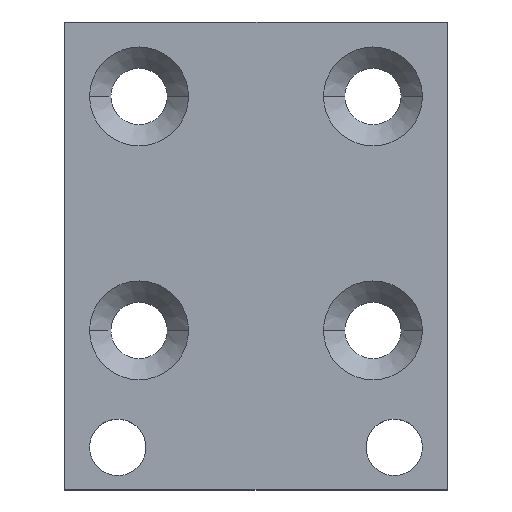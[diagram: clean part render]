
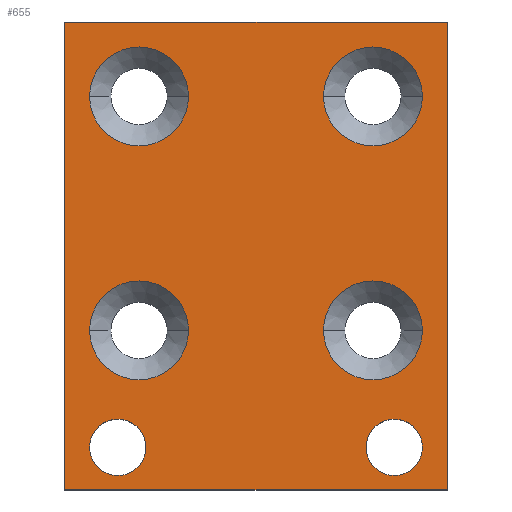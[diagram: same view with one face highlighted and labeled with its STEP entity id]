
A CAD part, top view. The second image highlights one B-rep face of the part: STEP entity #655.
In plain terms, the highlighted planar face has unit normal (0, 0, 1).
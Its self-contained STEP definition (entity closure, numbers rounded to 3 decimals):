
#2 = DIRECTION ( 'NONE',  ( 1., 0., 0. ) ) ;
#7 = CIRCLE ( 'NONE', #142, 4.65 ) ;
#19 = AXIS2_PLACEMENT_3D ( 'NONE', #739, #40, #572 ) ;
#20 = DIRECTION ( 'NONE',  ( 0., 0., -1. ) ) ;
#21 = ORIENTED_EDGE ( 'NONE', *, *, #92, .T. ) ;
#24 = FACE_BOUND ( 'NONE', #189, .T. ) ;
#25 = ORIENTED_EDGE ( 'NONE', *, *, #103, .F. ) ;
#27 = VERTEX_POINT ( 'NONE', #785 ) ;
#30 = CARTESIAN_POINT ( 'NONE',  ( 0., 0., 8. ) ) ;
#33 = DIRECTION ( 'NONE',  ( 1., 0., 0. ) ) ;
#38 = CARTESIAN_POINT ( 'NONE',  ( 6.35, 11., 8. ) ) ;
#39 = CARTESIAN_POINT ( 'NONE',  ( 13., -22., 8. ) ) ;
#40 = DIRECTION ( 'NONE',  ( 0., 0., -1. ) ) ;
#62 = DIRECTION ( 'NONE',  ( 0., 1., 0. ) ) ;
#64 = EDGE_CURVE ( 'NONE', #433, #664, #733, .T. ) ;
#70 = EDGE_CURVE ( 'NONE', #431, #175, #518, .T. ) ;
#78 = CARTESIAN_POINT ( 'NONE',  ( -15.65, -22., 8. ) ) ;
#86 = DIRECTION ( 'NONE',  ( 1., 0., 0. ) ) ;
#87 = ORIENTED_EDGE ( 'NONE', *, *, #540, .T. ) ;
#88 = CARTESIAN_POINT ( 'NONE',  ( 15.65, 11., 8. ) ) ;
#92 = EDGE_CURVE ( 'NONE', #528, #571, #313, .T. ) ;
#94 = VECTOR ( 'NONE', #369, 1000. ) ;
#95 = CARTESIAN_POINT ( 'NONE',  ( 18., -26., 8. ) ) ;
#99 = CARTESIAN_POINT ( 'NONE',  ( -18., -26., 8. ) ) ;
#101 = CARTESIAN_POINT ( 'NONE',  ( -15.65, 11., 8. ) ) ;
#102 = DIRECTION ( 'NONE',  ( 1., 0., 0. ) ) ;
#103 = EDGE_CURVE ( 'NONE', #654, #27, #138, .T. ) ;
#114 = ORIENTED_EDGE ( 'NONE', *, *, #553, .T. ) ;
#125 = DIRECTION ( 'NONE',  ( 0., 0., -1. ) ) ;
#127 = CARTESIAN_POINT ( 'NONE',  ( 18., 18., 8. ) ) ;
#131 = CARTESIAN_POINT ( 'NONE',  ( -18., -26., 8. ) ) ;
#132 = EDGE_CURVE ( 'NONE', #235, #659, #607, .T. ) ;
#133 = EDGE_LOOP ( 'NONE', ( #496, #21, #229, #439 ) ) ;
#134 = DIRECTION ( 'NONE',  ( 1., 0., 0. ) ) ;
#137 = DIRECTION ( 'NONE',  ( 0., 0., -1. ) ) ;
#138 = CIRCLE ( 'NONE', #434, 2.65 ) ;
#140 = CIRCLE ( 'NONE', #632, 4.65 ) ;
#142 = AXIS2_PLACEMENT_3D ( 'NONE', #608, #137, #284 ) ;
#153 = DIRECTION ( 'NONE',  ( 0., 0., -1. ) ) ;
#167 = EDGE_LOOP ( 'NONE', ( #753, #25 ) ) ;
#174 = CIRCLE ( 'NONE', #281, 4.65 ) ;
#175 = VERTEX_POINT ( 'NONE', #307 ) ;
#176 = PLANE ( 'NONE',  #678 ) ;
#189 = EDGE_LOOP ( 'NONE', ( #294, #491 ) ) ;
#192 = AXIS2_PLACEMENT_3D ( 'NONE', #685, #500, #86 ) ;
#197 = CARTESIAN_POINT ( 'NONE',  ( 11., -11., 8. ) ) ;
#198 = VERTEX_POINT ( 'NONE', #38 ) ;
#201 = AXIS2_PLACEMENT_3D ( 'NONE', #516, #125, #134 ) ;
#208 = CIRCLE ( 'NONE', #786, 2.65 ) ;
#210 = CARTESIAN_POINT ( 'NONE',  ( -11., -11., 8. ) ) ;
#211 = CARTESIAN_POINT ( 'NONE',  ( 18., 18., 8. ) ) ;
#214 = CIRCLE ( 'NONE', #489, 4.65 ) ;
#222 = CARTESIAN_POINT ( 'NONE',  ( -18., 18., 8. ) ) ;
#229 = ORIENTED_EDGE ( 'NONE', *, *, #711, .T. ) ;
#235 = VERTEX_POINT ( 'NONE', #573 ) ;
#250 = ORIENTED_EDGE ( 'NONE', *, *, #605, .T. ) ;
#260 = CARTESIAN_POINT ( 'NONE',  ( -15.65, -11., 8. ) ) ;
#268 = CARTESIAN_POINT ( 'NONE',  ( 15.65, -11., 8. ) ) ;
#281 = AXIS2_PLACEMENT_3D ( 'NONE', #408, #788, #676 ) ;
#284 = DIRECTION ( 'NONE',  ( 1., 0., 0. ) ) ;
#287 = FACE_OUTER_BOUND ( 'NONE', #133, .T. ) ;
#288 = VERTEX_POINT ( 'NONE', #268 ) ;
#292 = DIRECTION ( 'NONE',  ( 0., 0., 1. ) ) ;
#294 = ORIENTED_EDGE ( 'NONE', *, *, #615, .T. ) ;
#303 = EDGE_LOOP ( 'NONE', ( #567, #250 ) ) ;
#304 = ORIENTED_EDGE ( 'NONE', *, *, #768, .F. ) ;
#305 = AXIS2_PLACEMENT_3D ( 'NONE', #308, #822, #580 ) ;
#306 = CARTESIAN_POINT ( 'NONE',  ( -18., 18., 8. ) ) ;
#307 = CARTESIAN_POINT ( 'NONE',  ( -10.35, -22., 8. ) ) ;
#308 = CARTESIAN_POINT ( 'NONE',  ( -13., -22., 8. ) ) ;
#313 = LINE ( 'NONE', #99, #94 ) ;
#315 = DIRECTION ( 'NONE',  ( 1., 0., 0. ) ) ;
#323 = ORIENTED_EDGE ( 'NONE', *, *, #70, .F. ) ;
#324 = AXIS2_PLACEMENT_3D ( 'NONE', #210, #428, #606 ) ;
#328 = EDGE_LOOP ( 'NONE', ( #323, #304 ) ) ;
#340 = LINE ( 'NONE', #618, #524 ) ;
#362 = VERTEX_POINT ( 'NONE', #260 ) ;
#364 = DIRECTION ( 'NONE',  ( 0., 0., 1. ) ) ;
#369 = DIRECTION ( 'NONE',  ( 1., 0., 0. ) ) ;
#370 = VECTOR ( 'NONE', #62, 1000. ) ;
#378 = VERTEX_POINT ( 'NONE', #773 ) ;
#383 = EDGE_CURVE ( 'NONE', #288, #488, #140, .T. ) ;
#389 = DIRECTION ( 'NONE',  ( 0., 0., 1. ) ) ;
#408 = CARTESIAN_POINT ( 'NONE',  ( 11., -11., 8. ) ) ;
#409 = VECTOR ( 'NONE', #418, 1000. ) ;
#411 = EDGE_CURVE ( 'NONE', #624, #198, #214, .T. ) ;
#418 = DIRECTION ( 'NONE',  ( -1., 0., 0. ) ) ;
#428 = DIRECTION ( 'NONE',  ( 0., 0., -1. ) ) ;
#430 = FACE_BOUND ( 'NONE', #530, .T. ) ;
#431 = VERTEX_POINT ( 'NONE', #78 ) ;
#433 = VERTEX_POINT ( 'NONE', #211 ) ;
#434 = AXIS2_PLACEMENT_3D ( 'NONE', #39, #364, #33 ) ;
#439 = ORIENTED_EDGE ( 'NONE', *, *, #64, .T. ) ;
#451 = CIRCLE ( 'NONE', #192, 2.65 ) ;
#457 = DIRECTION ( 'NONE',  ( 0., 0., -1. ) ) ;
#465 = CIRCLE ( 'NONE', #324, 4.65 ) ;
#483 = DIRECTION ( 'NONE',  ( 1., 0., 0. ) ) ;
#488 = VERTEX_POINT ( 'NONE', #734 ) ;
#489 = AXIS2_PLACEMENT_3D ( 'NONE', #679, #20, #483 ) ;
#491 = ORIENTED_EDGE ( 'NONE', *, *, #846, .T. ) ;
#493 = AXIS2_PLACEMENT_3D ( 'NONE', #687, #153, #818 ) ;
#496 = ORIENTED_EDGE ( 'NONE', *, *, #507, .T. ) ;
#497 = FACE_BOUND ( 'NONE', #577, .T. ) ;
#500 = DIRECTION ( 'NONE',  ( 0., 0., 1. ) ) ;
#505 = CARTESIAN_POINT ( 'NONE',  ( 15.65, -22., 8. ) ) ;
#507 = EDGE_CURVE ( 'NONE', #664, #528, #340, .T. ) ;
#508 = CIRCLE ( 'NONE', #493, 4.65 ) ;
#516 = CARTESIAN_POINT ( 'NONE',  ( -11., 11., 8. ) ) ;
#518 = CIRCLE ( 'NONE', #305, 2.65 ) ;
#524 = VECTOR ( 'NONE', #616, 1000. ) ;
#528 = VERTEX_POINT ( 'NONE', #131 ) ;
#530 = EDGE_LOOP ( 'NONE', ( #651, #114 ) ) ;
#540 = EDGE_CURVE ( 'NONE', #659, #235, #7, .T. ) ;
#551 = ORIENTED_EDGE ( 'NONE', *, *, #132, .T. ) ;
#553 = EDGE_CURVE ( 'NONE', #488, #288, #174, .T. ) ;
#567 = ORIENTED_EDGE ( 'NONE', *, *, #411, .T. ) ;
#571 = VERTEX_POINT ( 'NONE', #95 ) ;
#572 = DIRECTION ( 'NONE',  ( 1., 0., 0. ) ) ;
#573 = CARTESIAN_POINT ( 'NONE',  ( -6.35, 11., 8. ) ) ;
#577 = EDGE_LOOP ( 'NONE', ( #551, #87 ) ) ;
#580 = DIRECTION ( 'NONE',  ( 1., 0., 0. ) ) ;
#605 = EDGE_CURVE ( 'NONE', #198, #624, #649, .T. ) ;
#606 = DIRECTION ( 'NONE',  ( 1., 0., 0. ) ) ;
#607 = CIRCLE ( 'NONE', #201, 4.65 ) ;
#608 = CARTESIAN_POINT ( 'NONE',  ( -11., 11., 8. ) ) ;
#615 = EDGE_CURVE ( 'NONE', #378, #362, #508, .T. ) ;
#616 = DIRECTION ( 'NONE',  ( 0., -1., 0. ) ) ;
#618 = CARTESIAN_POINT ( 'NONE',  ( -18., 18., 8. ) ) ;
#624 = VERTEX_POINT ( 'NONE', #88 ) ;
#625 = FACE_BOUND ( 'NONE', #328, .T. ) ;
#629 = FACE_BOUND ( 'NONE', #167, .T. ) ;
#632 = AXIS2_PLACEMENT_3D ( 'NONE', #197, #457, #2 ) ;
#636 = EDGE_CURVE ( 'NONE', #27, #654, #451, .T. ) ;
#649 = CIRCLE ( 'NONE', #19, 4.65 ) ;
#651 = ORIENTED_EDGE ( 'NONE', *, *, #383, .T. ) ;
#654 = VERTEX_POINT ( 'NONE', #505 ) ;
#655 = ADVANCED_FACE ( 'NONE', ( #430, #24, #747, #497, #625, #287, #629 ), #176, .T. ) ;
#659 = VERTEX_POINT ( 'NONE', #101 ) ;
#664 = VERTEX_POINT ( 'NONE', #306 ) ;
#676 = DIRECTION ( 'NONE',  ( 1., 0., 0. ) ) ;
#678 = AXIS2_PLACEMENT_3D ( 'NONE', #30, #292, #102 ) ;
#679 = CARTESIAN_POINT ( 'NONE',  ( 11., 11., 8. ) ) ;
#685 = CARTESIAN_POINT ( 'NONE',  ( 13., -22., 8. ) ) ;
#687 = CARTESIAN_POINT ( 'NONE',  ( -11., -11., 8. ) ) ;
#711 = EDGE_CURVE ( 'NONE', #571, #433, #829, .T. ) ;
#733 = LINE ( 'NONE', #222, #409 ) ;
#734 = CARTESIAN_POINT ( 'NONE',  ( 6.35, -11., 8. ) ) ;
#739 = CARTESIAN_POINT ( 'NONE',  ( 11., 11., 8. ) ) ;
#747 = FACE_BOUND ( 'NONE', #303, .T. ) ;
#753 = ORIENTED_EDGE ( 'NONE', *, *, #636, .F. ) ;
#768 = EDGE_CURVE ( 'NONE', #175, #431, #208, .T. ) ;
#773 = CARTESIAN_POINT ( 'NONE',  ( -6.35, -11., 8. ) ) ;
#785 = CARTESIAN_POINT ( 'NONE',  ( 10.35, -22., 8. ) ) ;
#786 = AXIS2_PLACEMENT_3D ( 'NONE', #834, #389, #315 ) ;
#788 = DIRECTION ( 'NONE',  ( 0., 0., -1. ) ) ;
#818 = DIRECTION ( 'NONE',  ( 1., 0., 0. ) ) ;
#822 = DIRECTION ( 'NONE',  ( 0., 0., 1. ) ) ;
#829 = LINE ( 'NONE', #127, #370 ) ;
#834 = CARTESIAN_POINT ( 'NONE',  ( -13., -22., 8. ) ) ;
#846 = EDGE_CURVE ( 'NONE', #362, #378, #465, .T. ) ;
